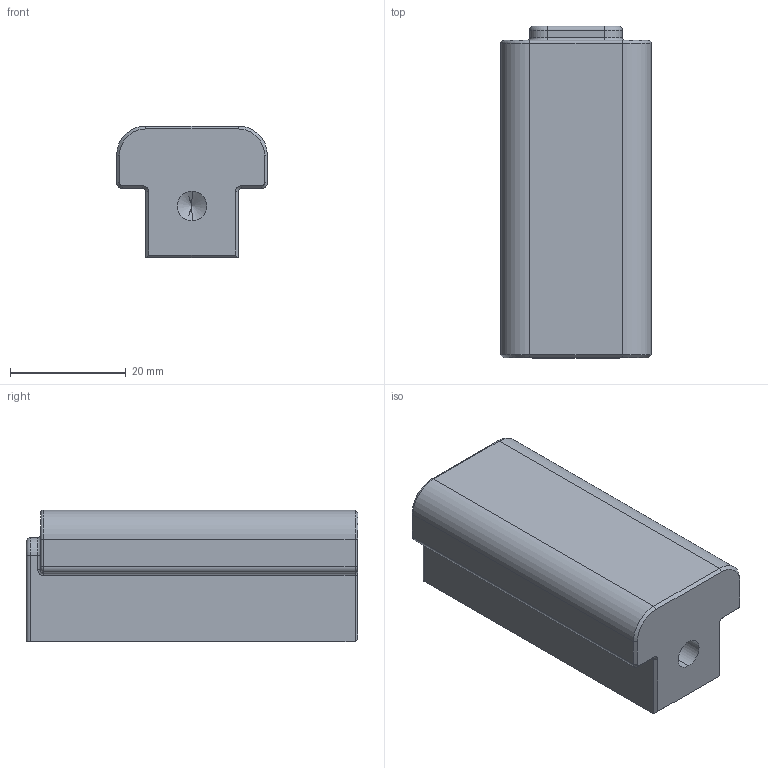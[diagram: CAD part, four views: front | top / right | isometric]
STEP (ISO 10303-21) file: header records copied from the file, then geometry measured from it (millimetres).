
FILE_DESCRIPTION (( 'STEP AP214' ), '1' );
FILE_NAME ('bau0195888951.step', '2022-11-17T09:11:19', ( '' ), ( '' ), 'SwSTEP 2.0', 'SolidWorks 2019', '' );
FILE_SCHEMA (( 'AUTOMOTIVE_DESIGN' ));
Length unit declared in the file: millimetre
Products named in the file (1): bau0195888951
Bounding box: 26 x 57.25 x 22.75 mm (x, y, z)
Volume: 25528 mm3; surface area: 6365.5 mm2
Topology: 1 solids, 1 shells, 59 faces, 135 edges, 77 vertices
Faces by surface type: cylinder 21, plane 20, torus 10, cone 8
Entity records: 1681 total; most frequent: DIRECTION 311, CARTESIAN_POINT 270, ORIENTED_EDGE 266, EDGE_CURVE 133, AXIS2_PLACEMENT_3D 118, VERTEX_POINT 77, LINE 75, VECTOR 75
